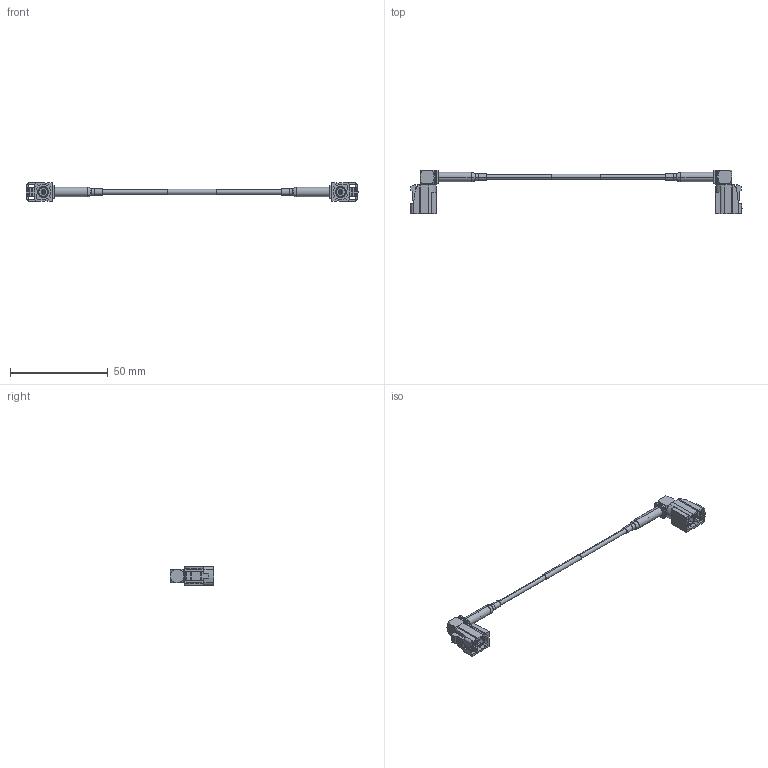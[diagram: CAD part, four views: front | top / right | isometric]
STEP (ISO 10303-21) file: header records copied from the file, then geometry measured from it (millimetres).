
FILE_DESCRIPTION (( 'STEP AP214' ), '1' );
FILE_NAME ('FMCA3211_3D.step', '2023-05-03T19:05:19', ( '' ), ( '' ), 'SwSTEP 2.0', 'SolidWorks 2022', '' );
FILE_SCHEMA (( 'AUTOMOTIVE_DESIGN' ));
Length unit declared in the file: inch
Products named in the file (4): RG316_FM; RG316-DS-MA5_shrunk; FMCA3211_3D; FMCN1348Z_Z
Assembly tree (5 placements, depth 2):
  FMCA3211_3D
    RG316_FM
    RG316-DS-MA5_shrunk  x2
    FMCN1348Z_Z  x2
Bounding box: 170 x 22.3 x 9.4 mm (x, y, z)
Volume: 4019.9 mm3; surface area: 7050.7 mm2
Topology: 11 solids, 11 shells, 470 faces, 1178 edges, 760 vertices
Faces by surface type: plane 246, cylinder 132, cone 58, bspline 18, torus 16
Entity records: 9971 total; most frequent: CARTESIAN_POINT 2619, DIRECTION 1205, ORIENTED_EDGE 1196, EDGE_CURVE 598, AXIS2_PLACEMENT_3D 445, VERTEX_POINT 386, LINE 315, VECTOR 315
